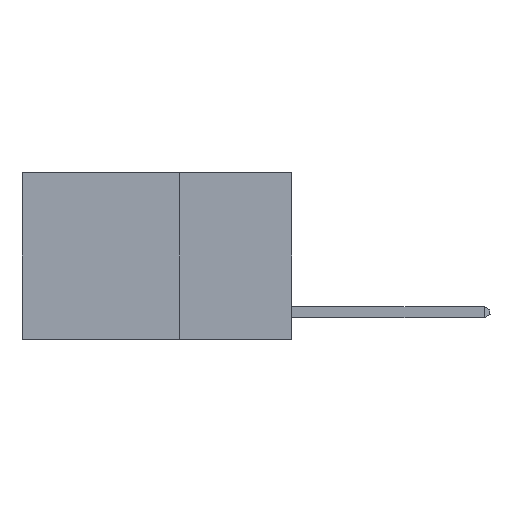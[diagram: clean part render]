
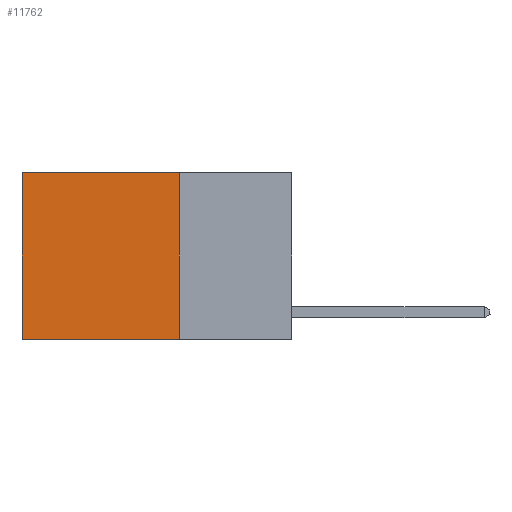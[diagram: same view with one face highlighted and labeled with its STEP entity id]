
A CAD part, left-side view. The second image highlights one B-rep face of the part: STEP entity #11762.
In plain terms, the highlighted planar face has unit normal (-1, 0, 0).
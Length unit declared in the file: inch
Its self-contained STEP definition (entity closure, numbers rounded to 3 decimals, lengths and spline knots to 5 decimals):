
#530 = EDGE_CURVE ( 'NONE', #17243, #19410, #7758, .T. ) ;
#1121 = CARTESIAN_POINT ( 'NONE',  ( 0.2625, 0.6, 0. ) ) ;
#1228 = DIRECTION ( 'NONE',  ( 1., 0., 0. ) ) ;
#2866 = DIRECTION ( 'NONE',  ( 0., 0., -1. ) ) ;
#3353 = LINE ( 'NONE', #21507, #21769 ) ;
#3780 = LINE ( 'NONE', #5885, #13668 ) ;
#4628 = LINE ( 'NONE', #1121, #4928 ) ;
#4928 = VECTOR ( 'NONE', #2866, 39.37008 ) ;
#5885 = CARTESIAN_POINT ( 'NONE',  ( 0.2625, 0.25, 0. ) ) ;
#6085 = VECTOR ( 'NONE', #7296, 39.37008 ) ;
#7296 = DIRECTION ( 'NONE',  ( 0., 1., 0. ) ) ;
#7568 = ORIENTED_EDGE ( 'NONE', *, *, #530, .F. ) ;
#7758 = LINE ( 'NONE', #13015, #6085 ) ;
#8533 = ORIENTED_EDGE ( 'NONE', *, *, #14417, .T. ) ;
#9903 = PLANE ( 'NONE',  #10829 ) ;
#9931 = CARTESIAN_POINT ( 'NONE',  ( 0.2625, 0.6, 0. ) ) ;
#10252 = FACE_OUTER_BOUND ( 'NONE', #17330, .T. ) ;
#10829 = AXIS2_PLACEMENT_3D ( 'NONE', #20763, #1228, #13284 ) ;
#11676 = ORIENTED_EDGE ( 'NONE', *, *, #20478, .F. ) ;
#11762 = ADVANCED_FACE ( 'NONE', ( #10252 ), #9903, .F. ) ;
#12583 = VERTEX_POINT ( 'NONE', #9931 ) ;
#13015 = CARTESIAN_POINT ( 'NONE',  ( 0.2625, 0.25, -0.37 ) ) ;
#13284 = DIRECTION ( 'NONE',  ( 0., 0., -1. ) ) ;
#13668 = VECTOR ( 'NONE', #21824, 39.37008 ) ;
#14417 = EDGE_CURVE ( 'NONE', #12583, #19410, #4628, .T. ) ;
#16033 = CARTESIAN_POINT ( 'NONE',  ( 0.2625, 0.25, 0. ) ) ;
#16468 = EDGE_CURVE ( 'NONE', #21994, #12583, #3353, .T. ) ;
#16876 = ORIENTED_EDGE ( 'NONE', *, *, #16468, .T. ) ;
#17243 = VERTEX_POINT ( 'NONE', #18127 ) ;
#17330 = EDGE_LOOP ( 'NONE', ( #8533, #7568, #11676, #16876 ) ) ;
#17534 = CARTESIAN_POINT ( 'NONE',  ( 0.2625, 0.6, -0.37 ) ) ;
#18127 = CARTESIAN_POINT ( 'NONE',  ( 0.2625, 0.25, -0.37 ) ) ;
#19410 = VERTEX_POINT ( 'NONE', #17534 ) ;
#19632 = DIRECTION ( 'NONE',  ( 0., 1., 0. ) ) ;
#20478 = EDGE_CURVE ( 'NONE', #21994, #17243, #3780, .T. ) ;
#20763 = CARTESIAN_POINT ( 'NONE',  ( 0.2625, 0.25, 0. ) ) ;
#21507 = CARTESIAN_POINT ( 'NONE',  ( 0.2625, 0.25, 0. ) ) ;
#21769 = VECTOR ( 'NONE', #19632, 39.37008 ) ;
#21824 = DIRECTION ( 'NONE',  ( 0., 0., -1. ) ) ;
#21994 = VERTEX_POINT ( 'NONE', #16033 ) ;
